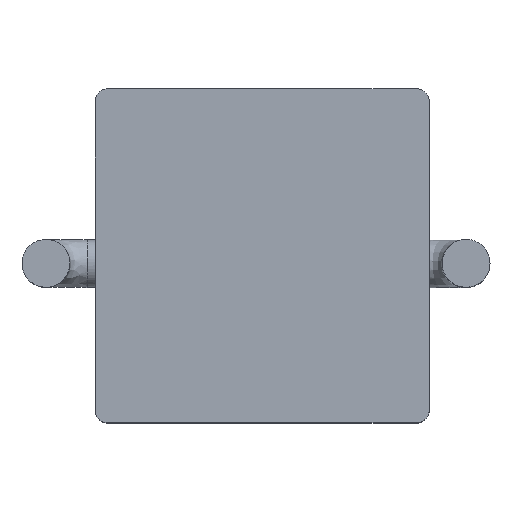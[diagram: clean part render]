
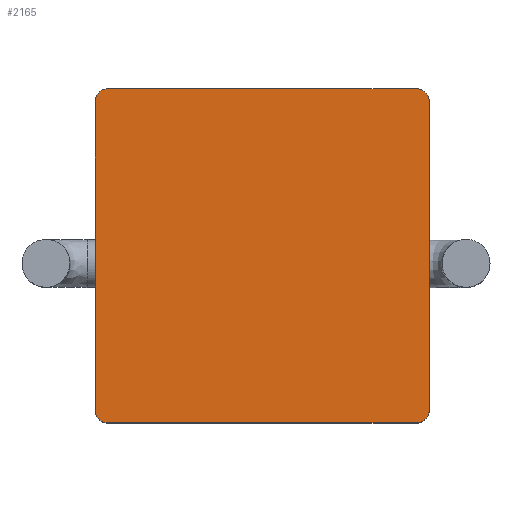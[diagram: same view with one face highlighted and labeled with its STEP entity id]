
A CAD part, top view. The second image highlights one B-rep face of the part: STEP entity #2165.
In plain terms, the highlighted face is planar.
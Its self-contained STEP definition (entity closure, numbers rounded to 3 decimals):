
#208=PLANE('',#3015);
#331=LINE('',#3674,#488);
#332=LINE('',#3675,#489);
#333=LINE('',#3676,#490);
#334=LINE('',#3677,#491);
#488=VECTOR('',#3231,1000.);
#489=VECTOR('',#3232,1000.);
#490=VECTOR('',#3233,1000.);
#491=VECTOR('',#3234,1000.);
#682=ORIENTED_EDGE('',*,*,#1301,.F.);
#683=ORIENTED_EDGE('',*,*,#1247,.F.);
#684=ORIENTED_EDGE('',*,*,#1302,.F.);
#685=ORIENTED_EDGE('',*,*,#1259,.F.);
#686=ORIENTED_EDGE('',*,*,#1303,.F.);
#687=ORIENTED_EDGE('',*,*,#1255,.F.);
#688=ORIENTED_EDGE('',*,*,#1304,.F.);
#689=ORIENTED_EDGE('',*,*,#1251,.F.);
#1247=EDGE_CURVE('',#1568,#1569,#1787,.T.);
#1251=EDGE_CURVE('',#1572,#1573,#1789,.T.);
#1255=EDGE_CURVE('',#1576,#1577,#1791,.T.);
#1259=EDGE_CURVE('',#1580,#1581,#1793,.T.);
#1301=EDGE_CURVE('',#1569,#1572,#331,.T.);
#1302=EDGE_CURVE('',#1581,#1568,#332,.T.);
#1303=EDGE_CURVE('',#1577,#1580,#333,.T.);
#1304=EDGE_CURVE('',#1573,#1576,#334,.T.);
#1568=VERTEX_POINT('',#3562);
#1569=VERTEX_POINT('',#3564);
#1572=VERTEX_POINT('',#3571);
#1573=VERTEX_POINT('',#3573);
#1576=VERTEX_POINT('',#3580);
#1577=VERTEX_POINT('',#3582);
#1580=VERTEX_POINT('',#3589);
#1581=VERTEX_POINT('',#3591);
#1787=CIRCLE('',#2985,0.4);
#1789=CIRCLE('',#2988,0.4);
#1791=CIRCLE('',#2991,0.4);
#1793=CIRCLE('',#2994,0.4);
#1834=EDGE_LOOP('',(#682,#683,#684,#685,#686,#687,#688,#689));
#1993=FACE_BOUND('',#1834,.T.);
#2165=ADVANCED_FACE('',(#1993),#208,.F.);
#2985=AXIS2_PLACEMENT_3D('',#3563,#3128,#3129);
#2988=AXIS2_PLACEMENT_3D('',#3572,#3136,#3137);
#2991=AXIS2_PLACEMENT_3D('',#3581,#3144,#3145);
#2994=AXIS2_PLACEMENT_3D('',#3590,#3152,#3153);
#3015=AXIS2_PLACEMENT_3D('',#3673,#3229,#3230);
#3128=DIRECTION('',(0.,0.,1.));
#3129=DIRECTION('',(1.,0.,0.));
#3136=DIRECTION('',(0.,0.,1.));
#3137=DIRECTION('',(1.,0.,0.));
#3144=DIRECTION('',(0.,0.,1.));
#3145=DIRECTION('',(1.,0.,0.));
#3152=DIRECTION('',(0.,0.,1.));
#3153=DIRECTION('',(1.,0.,0.));
#3229=DIRECTION('',(0.,0.,1.));
#3230=DIRECTION('',(1.,0.,0.));
#3231=DIRECTION('',(1.,0.,0.));
#3232=DIRECTION('',(0.,-1.,0.));
#3233=DIRECTION('',(-1.,0.,0.));
#3234=DIRECTION('',(0.,1.,0.));
#3562=CARTESIAN_POINT('',(6.535,12.196,0.));
#3563=CARTESIAN_POINT('',(6.935,12.196,0.));
#3564=CARTESIAN_POINT('',(6.935,11.796,0.));
#3571=CARTESIAN_POINT('',(16.235,11.796,0.));
#3572=CARTESIAN_POINT('',(16.235,12.196,0.));
#3573=CARTESIAN_POINT('',(16.635,12.196,0.));
#3580=CARTESIAN_POINT('',(16.635,21.496,0.));
#3581=CARTESIAN_POINT('',(16.235,21.496,0.));
#3582=CARTESIAN_POINT('',(16.235,21.896,0.));
#3589=CARTESIAN_POINT('',(6.935,21.896,0.));
#3590=CARTESIAN_POINT('',(6.935,21.496,0.));
#3591=CARTESIAN_POINT('',(6.535,21.496,0.));
#3673=CARTESIAN_POINT('',(6.535,11.796,0.));
#3674=CARTESIAN_POINT('',(6.535,11.796,0.));
#3675=CARTESIAN_POINT('',(6.535,21.896,0.));
#3676=CARTESIAN_POINT('',(16.635,21.896,0.));
#3677=CARTESIAN_POINT('',(16.635,11.796,0.));
